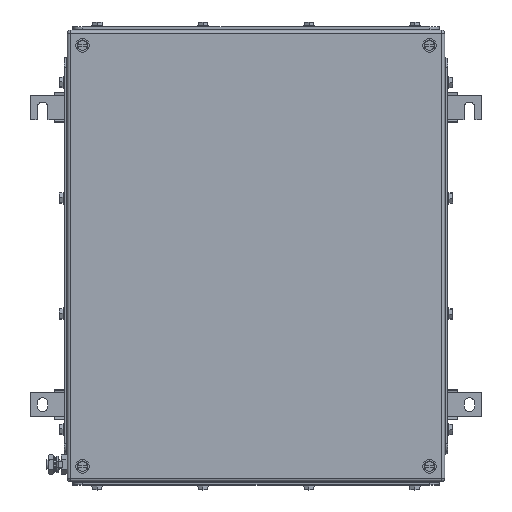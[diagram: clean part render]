
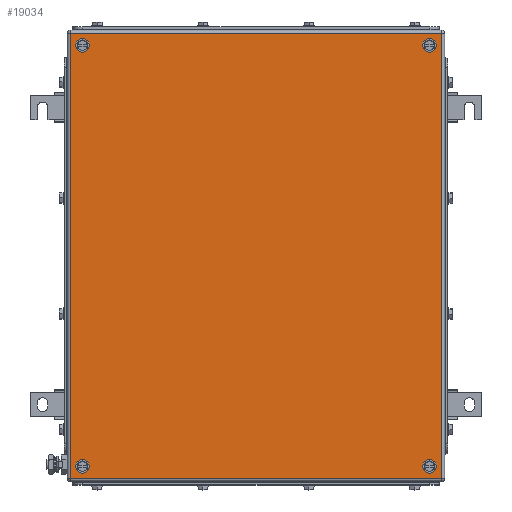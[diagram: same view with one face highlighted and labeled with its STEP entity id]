
A CAD part, top view. The second image highlights one B-rep face of the part: STEP entity #19034.
In plain terms, the highlighted planar face has unit normal (0, 0, 1).
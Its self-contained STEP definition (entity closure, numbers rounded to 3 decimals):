
#18908=AXIS2_PLACEMENT_3D('Circle Axis2P3D',#18906,#18907,$) ;
#18935=AXIS2_PLACEMENT_3D('Plane Axis2P3D',#18932,#18933,#18934) ;
#18973=AXIS2_PLACEMENT_3D('Circle Axis2P3D',#18971,#18972,$) ;
#18982=AXIS2_PLACEMENT_3D('Circle Axis2P3D',#18980,#18981,$) ;
#18991=AXIS2_PLACEMENT_3D('Circle Axis2P3D',#18989,#18990,$) ;
#19000=AXIS2_PLACEMENT_3D('Circle Axis2P3D',#18998,#18999,$) ;
#19009=AXIS2_PLACEMENT_3D('Circle Axis2P3D',#19007,#19008,$) ;
#19018=AXIS2_PLACEMENT_3D('Circle Axis2P3D',#19016,#19017,$) ;
#19027=AXIS2_PLACEMENT_3D('Circle Axis2P3D',#19025,#19026,$) ;
#18903=CARTESIAN_POINT('Vertex',(56.5,456.5,153.5)) ;
#18906=CARTESIAN_POINT('Axis2P3D Location',(53.,456.5,153.5)) ;
#18910=CARTESIAN_POINT('Vertex',(49.5,456.5,153.5)) ;
#18932=CARTESIAN_POINT('Axis2P3D Location',(231.5,240.,153.5)) ;
#18937=CARTESIAN_POINT('Line Origine',(231.5,468.5,153.5)) ;
#18941=CARTESIAN_POINT('Vertex',(422.,468.5,153.5)) ;
#18943=CARTESIAN_POINT('Vertex',(41.,468.5,153.5)) ;
#18946=CARTESIAN_POINT('Line Origine',(41.,240.,153.5)) ;
#18950=CARTESIAN_POINT('Vertex',(41.,11.5,153.5)) ;
#18953=CARTESIAN_POINT('Line Origine',(231.5,11.5,153.5)) ;
#18957=CARTESIAN_POINT('Vertex',(422.,11.5,153.5)) ;
#18960=CARTESIAN_POINT('Line Origine',(422.,240.,153.5)) ;
#18971=CARTESIAN_POINT('Axis2P3D Location',(53.,456.5,153.5)) ;
#18980=CARTESIAN_POINT('Axis2P3D Location',(53.,23.5,153.5)) ;
#18984=CARTESIAN_POINT('Vertex',(49.5,23.5,153.5)) ;
#18986=CARTESIAN_POINT('Vertex',(56.5,23.5,153.5)) ;
#18989=CARTESIAN_POINT('Axis2P3D Location',(53.,23.5,153.5)) ;
#18998=CARTESIAN_POINT('Axis2P3D Location',(410.,23.5,153.5)) ;
#19002=CARTESIAN_POINT('Vertex',(413.5,23.5,153.5)) ;
#19004=CARTESIAN_POINT('Vertex',(406.5,23.5,153.5)) ;
#19007=CARTESIAN_POINT('Axis2P3D Location',(410.,23.5,153.5)) ;
#19016=CARTESIAN_POINT('Axis2P3D Location',(410.,456.5,153.5)) ;
#19020=CARTESIAN_POINT('Vertex',(413.5,456.5,153.5)) ;
#19022=CARTESIAN_POINT('Vertex',(406.5,456.5,153.5)) ;
#19025=CARTESIAN_POINT('Axis2P3D Location',(410.,456.5,153.5)) ;
#18907=DIRECTION('Axis2P3D Direction',(0.,0.,1.)) ;
#18933=DIRECTION('Axis2P3D Direction',(0.,0.,1.)) ;
#18934=DIRECTION('Axis2P3D XDirection',(1.,0.,0.)) ;
#18938=DIRECTION('Vector Direction',(1.,0.,0.)) ;
#18947=DIRECTION('Vector Direction',(0.,-1.,0.)) ;
#18954=DIRECTION('Vector Direction',(1.,0.,0.)) ;
#18961=DIRECTION('Vector Direction',(0.,1.,0.)) ;
#18972=DIRECTION('Axis2P3D Direction',(0.,0.,1.)) ;
#18981=DIRECTION('Axis2P3D Direction',(0.,0.,1.)) ;
#18990=DIRECTION('Axis2P3D Direction',(0.,0.,1.)) ;
#18999=DIRECTION('Axis2P3D Direction',(0.,0.,1.)) ;
#19008=DIRECTION('Axis2P3D Direction',(0.,0.,1.)) ;
#19017=DIRECTION('Axis2P3D Direction',(0.,0.,1.)) ;
#19026=DIRECTION('Axis2P3D Direction',(0.,0.,1.)) ;
#18939=VECTOR('Line Direction',#18938,1.) ;
#18948=VECTOR('Line Direction',#18947,1.) ;
#18955=VECTOR('Line Direction',#18954,1.) ;
#18962=VECTOR('Line Direction',#18961,1.) ;
#18966=ORIENTED_EDGE('',*,*,#18945,.T.) ;
#18967=ORIENTED_EDGE('',*,*,#18952,.T.) ;
#18968=ORIENTED_EDGE('',*,*,#18959,.T.) ;
#18969=ORIENTED_EDGE('',*,*,#18964,.T.) ;
#18977=ORIENTED_EDGE('',*,*,#18975,.F.) ;
#18978=ORIENTED_EDGE('',*,*,#18912,.F.) ;
#18995=ORIENTED_EDGE('',*,*,#18988,.F.) ;
#18996=ORIENTED_EDGE('',*,*,#18993,.F.) ;
#19013=ORIENTED_EDGE('',*,*,#19006,.F.) ;
#19014=ORIENTED_EDGE('',*,*,#19011,.F.) ;
#19031=ORIENTED_EDGE('',*,*,#19024,.F.) ;
#19032=ORIENTED_EDGE('',*,*,#19029,.F.) ;
#18979=FACE_BOUND('',#18976,.T.) ;
#18997=FACE_BOUND('',#18994,.T.) ;
#19015=FACE_BOUND('',#19012,.T.) ;
#19033=FACE_BOUND('',#19030,.T.) ;
#19034=ADVANCED_FACE('ZUB_KTB_FS_453815_4GP_AllCATPart.2\\ZUB_DE_KTB_FS.1\\DE_KTB_MH_PART_MASTER.1\\Koerper.2',(#18970,#18979,#18997,#19015,#19033),#18936,.T.) ;
#18909=CIRCLE('generated circle',#18908,3.5) ;
#18974=CIRCLE('generated circle',#18973,3.5) ;
#18983=CIRCLE('generated circle',#18982,3.5) ;
#18992=CIRCLE('generated circle',#18991,3.5) ;
#19001=CIRCLE('generated circle',#19000,3.5) ;
#19010=CIRCLE('generated circle',#19009,3.5) ;
#19019=CIRCLE('generated circle',#19018,3.5) ;
#19028=CIRCLE('generated circle',#19027,3.5) ;
#18912=EDGE_CURVE('',#18904,#18911,#18909,.T.) ;
#18945=EDGE_CURVE('',#18942,#18944,#18940,.F.) ;
#18952=EDGE_CURVE('',#18944,#18951,#18949,.T.) ;
#18959=EDGE_CURVE('',#18951,#18958,#18956,.T.) ;
#18964=EDGE_CURVE('',#18958,#18942,#18963,.T.) ;
#18975=EDGE_CURVE('',#18911,#18904,#18974,.T.) ;
#18988=EDGE_CURVE('',#18985,#18987,#18983,.T.) ;
#18993=EDGE_CURVE('',#18987,#18985,#18992,.T.) ;
#19006=EDGE_CURVE('',#19003,#19005,#19001,.T.) ;
#19011=EDGE_CURVE('',#19005,#19003,#19010,.T.) ;
#19024=EDGE_CURVE('',#19021,#19023,#19019,.T.) ;
#19029=EDGE_CURVE('',#19023,#19021,#19028,.T.) ;
#18965=EDGE_LOOP('',(#18966,#18967,#18968,#18969)) ;
#18976=EDGE_LOOP('',(#18977,#18978)) ;
#18994=EDGE_LOOP('',(#18995,#18996)) ;
#19012=EDGE_LOOP('',(#19013,#19014)) ;
#19030=EDGE_LOOP('',(#19031,#19032)) ;
#18970=FACE_OUTER_BOUND('',#18965,.T.) ;
#18940=LINE('Line',#18937,#18939) ;
#18949=LINE('Line',#18946,#18948) ;
#18956=LINE('Line',#18953,#18955) ;
#18963=LINE('Line',#18960,#18962) ;
#18936=PLANE('',#18935) ;
#18904=VERTEX_POINT('',#18903) ;
#18911=VERTEX_POINT('',#18910) ;
#18942=VERTEX_POINT('',#18941) ;
#18944=VERTEX_POINT('',#18943) ;
#18951=VERTEX_POINT('',#18950) ;
#18958=VERTEX_POINT('',#18957) ;
#18985=VERTEX_POINT('',#18984) ;
#18987=VERTEX_POINT('',#18986) ;
#19003=VERTEX_POINT('',#19002) ;
#19005=VERTEX_POINT('',#19004) ;
#19021=VERTEX_POINT('',#19020) ;
#19023=VERTEX_POINT('',#19022) ;
